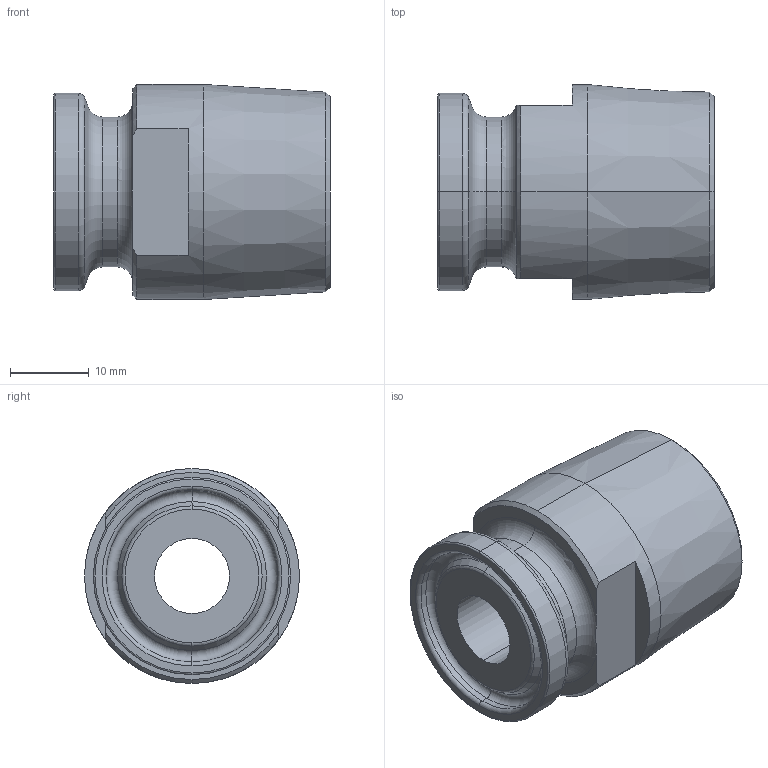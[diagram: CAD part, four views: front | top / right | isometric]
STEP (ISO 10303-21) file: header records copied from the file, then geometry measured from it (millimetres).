
FILE_DESCRIPTION (( 'STEP AP214' ), '1' );
FILE_NAME ('AM.050.075.STEP', '2020-03-26T13:06:46', ( '' ), ( '' ), 'SwSTEP 2.0', 'SolidWorks 2019', '' );
FILE_SCHEMA (( 'AUTOMOTIVE_DESIGN' ));
Length unit declared in the file: millimetre
Products named in the file (1): AM.050.075
Bounding box: 35 x 27.25 x 27.25 mm (x, y, z)
Volume: 12054.6 mm3; surface area: 5235 mm2
Topology: 1 solids, 1 shells, 46 faces, 102 edges, 59 vertices
Faces by surface type: torus 14, cone 13, cylinder 10, plane 9
Entity records: 1331 total; most frequent: DIRECTION 255, CARTESIAN_POINT 238, ORIENTED_EDGE 204, AXIS2_PLACEMENT_3D 112, EDGE_CURVE 102, CIRCLE 65, VERTEX_POINT 59, EDGE_LOOP 49
